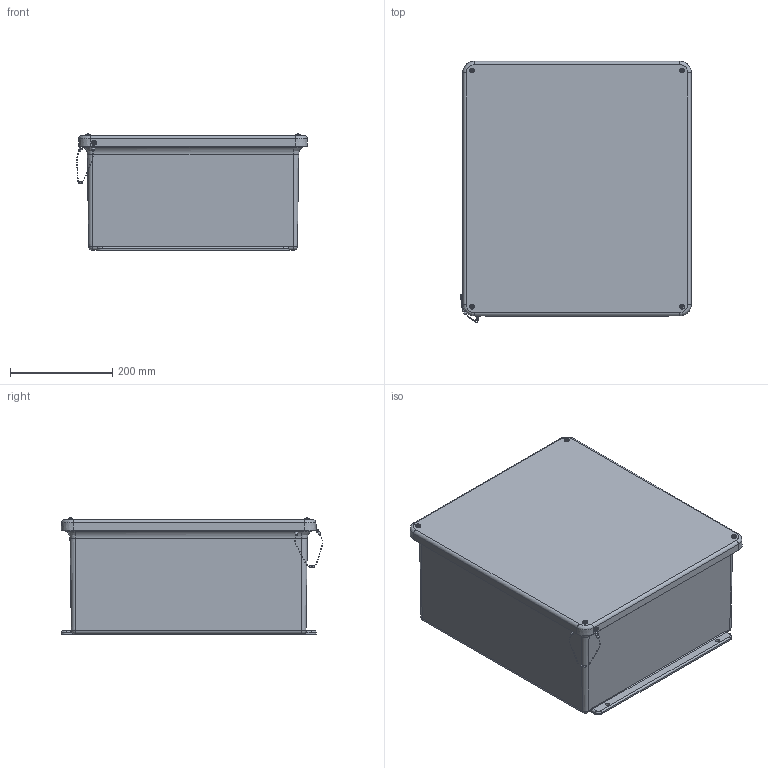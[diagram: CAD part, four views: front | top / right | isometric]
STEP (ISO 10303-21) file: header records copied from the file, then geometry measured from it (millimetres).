
FILE_DESCRIPTION (( 'STEP AP214' ), '1' );
FILE_NAME ('M1816W.STEP', '2018-11-07T20:02:35', ( '' ), ( '' ), 'SwSTEP 2.0', 'SolidWorks 2018', '' );
FILE_SCHEMA (( 'AUTOMOTIVE_DESIGN' ));
Length unit declared in the file: inch
Products named in the file (1): M1816W
Bounding box: 451.22 x 511.59 x 227.15 mm (x, y, z)
Volume: 4240561.1 mm3; surface area: 1708228.5 mm2
Topology: 45 solids, 45 shells, 891 faces, 2087 edges, 1304 vertices
Faces by surface type: cylinder 289, cone 213, bspline 196, plane 189, torus 4
Full cylindrical faces by diameter (mm): 3.175 x2, 3.2 x1, 3.556 x7, 3.683 x4, 3.861 x5, 3.962 x7, 3.967 x80, 4.763 x2, 4.826 x80, 5.537 x4, 6.35 x2, 6.858 x8, 7.188 x1
Entity records: 40749 total; most frequent: CARTESIAN_POINT 12876, DIRECTION 3124, ORIENTED_EDGE 2976, EDGE_CURVE 1488, EDGE_LOOP 1370, AXIS2_PLACEMENT_3D 1362, VERTEX_POINT 1120, FACE_OUTER_BOUND 1073
